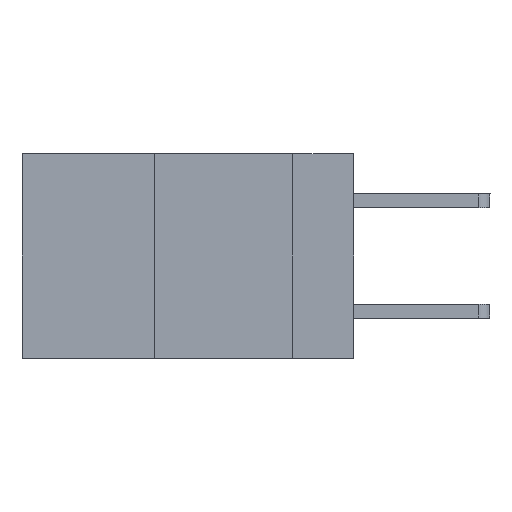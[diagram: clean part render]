
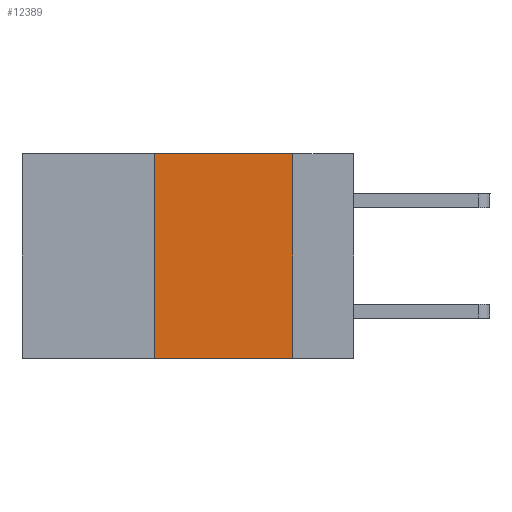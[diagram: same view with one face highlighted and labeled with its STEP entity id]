
A CAD part, left-side view. The second image highlights one B-rep face of the part: STEP entity #12389.
In plain terms, the highlighted planar face has unit normal (-1, 0, 0).
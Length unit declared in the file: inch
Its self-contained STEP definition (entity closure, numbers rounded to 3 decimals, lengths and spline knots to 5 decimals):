
#713 = CARTESIAN_POINT ( 'NONE',  ( 0., 0.36, -0.37 ) ) ;
#1038 = DIRECTION ( 'NONE',  ( 0., -1., 0. ) ) ;
#1178 = LINE ( 'NONE', #4308, #2543 ) ;
#1306 = EDGE_CURVE ( 'NONE', #9963, #8219, #1835, .T. ) ;
#1835 = LINE ( 'NONE', #4911, #4048 ) ;
#2029 = DIRECTION ( 'NONE',  ( 0., 0., 1. ) ) ;
#2543 = VECTOR ( 'NONE', #2029, 39.37008 ) ;
#2646 = EDGE_LOOP ( 'NONE', ( #3068, #6794, #8239, #4782 ) ) ;
#3068 = ORIENTED_EDGE ( 'NONE', *, *, #13956, .F. ) ;
#3944 = DIRECTION ( 'NONE',  ( 0., 0., -1. ) ) ;
#4048 = VECTOR ( 'NONE', #9113, 39.37008 ) ;
#4308 = CARTESIAN_POINT ( 'NONE',  ( 0., 0.36, 0. ) ) ;
#4312 = EDGE_CURVE ( 'NONE', #6748, #5962, #10085, .T. ) ;
#4782 = ORIENTED_EDGE ( 'NONE', *, *, #4312, .T. ) ;
#4911 = CARTESIAN_POINT ( 'NONE',  ( 0., 0.6, 0. ) ) ;
#4916 = CARTESIAN_POINT ( 'NONE',  ( 0., 0.6, 0. ) ) ;
#5082 = CARTESIAN_POINT ( 'NONE',  ( 0., 0.36, 0. ) ) ;
#5219 = VECTOR ( 'NONE', #1038, 39.37008 ) ;
#5962 = VERTEX_POINT ( 'NONE', #9912 ) ;
#5980 = CARTESIAN_POINT ( 'NONE',  ( 0., 0.11, 0. ) ) ;
#6748 = VERTEX_POINT ( 'NONE', #713 ) ;
#6794 = ORIENTED_EDGE ( 'NONE', *, *, #1306, .F. ) ;
#7396 = LINE ( 'NONE', #5980, #8257 ) ;
#8009 = AXIS2_PLACEMENT_3D ( 'NONE', #4916, #12464, #3944 ) ;
#8219 = VERTEX_POINT ( 'NONE', #9380 ) ;
#8239 = ORIENTED_EDGE ( 'NONE', *, *, #12596, .F. ) ;
#8257 = VECTOR ( 'NONE', #13543, 39.37008 ) ;
#9113 = DIRECTION ( 'NONE',  ( 0., -1., 0. ) ) ;
#9380 = CARTESIAN_POINT ( 'NONE',  ( 0., 0.11, 0. ) ) ;
#9912 = CARTESIAN_POINT ( 'NONE',  ( 0., 0.11, -0.37 ) ) ;
#9963 = VERTEX_POINT ( 'NONE', #5082 ) ;
#10085 = LINE ( 'NONE', #10864, #5219 ) ;
#10636 = FACE_OUTER_BOUND ( 'NONE', #2646, .T. ) ;
#10864 = CARTESIAN_POINT ( 'NONE',  ( 0., 0.6, -0.37 ) ) ;
#12389 = ADVANCED_FACE ( 'NONE', ( #10636 ), #13521, .F. ) ;
#12464 = DIRECTION ( 'NONE',  ( 1., 0., 0. ) ) ;
#12596 = EDGE_CURVE ( 'NONE', #6748, #9963, #1178, .T. ) ;
#13521 = PLANE ( 'NONE',  #8009 ) ;
#13543 = DIRECTION ( 'NONE',  ( 0., 0., -1. ) ) ;
#13956 = EDGE_CURVE ( 'NONE', #8219, #5962, #7396, .T. ) ;
